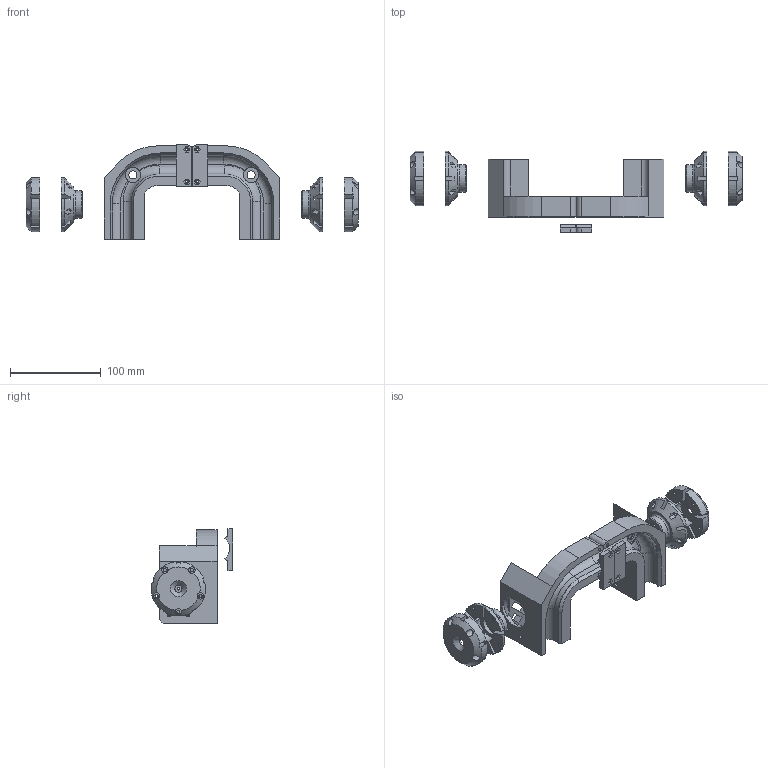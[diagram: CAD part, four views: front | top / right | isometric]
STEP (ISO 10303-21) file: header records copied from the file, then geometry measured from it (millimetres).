
FILE_DESCRIPTION(('HOOPS Exchange Step'),'2;1');
FILE_NAME('temp_export','2025-12-28T12:14:34-06:00',('mobile'),('Shapr3D Limited'),'HOOPS Exchange 2025.7','Shapr3D','Authorized');
FILE_SCHEMA( ('AP242_MANAGED_MODEL_BASED_3D_ENGINEERING_MIM_LF {1 0 10303 442 1 1 4}') );
Length unit declared in the file: millimetre
Products named in the file (6): Circular Pattern 01; omni_wheel_mount v5:3; 4 Omni-Directional Wheel_Single_Body v1:3; LeKiwi.stp; XLeRobot 0-35 wheels.step; root
Assembly tree (5 placements, depth 5):
  root
    XLeRobot 0-35 wheels.step
      LeKiwi.stp
        Circular Pattern 01
        4 Omni-Directional Wheel_Single_Body v1:3
          omni_wheel_mount v5:3
Bounding box: 366.3 x 89.83 x 104.31 mm (x, y, z)
Volume: 389515.2 mm3; surface area: 129213.8 mm2
Topology: 8 solids, 8 shells, 618 faces, 1752 edges, 1188 vertices
Faces by surface type: plane 440, cylinder 150, cone 22, torus 6
Full cylindrical faces by diameter (mm): 1.8 x12, 3 x2, 3.4 x24, 3.5 x8, 3.71 x4, 3.8 x4, 4 x8, 7 x10, 9 x2, 17 x2, 19.4 x2, 30.4 x2, 37 x2
Entity records: 22688 total; most frequent: CARTESIAN_POINT 5832, ORIENTED_EDGE 3504, DIRECTION 3356, EDGE_CURVE 1752, VERTEX_POINT 1188, VECTOR 1132, LINE 1132, AXIS2_PLACEMENT_3D 1112
